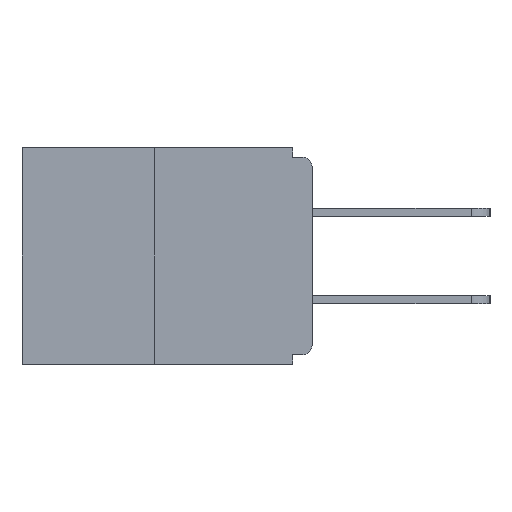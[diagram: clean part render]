
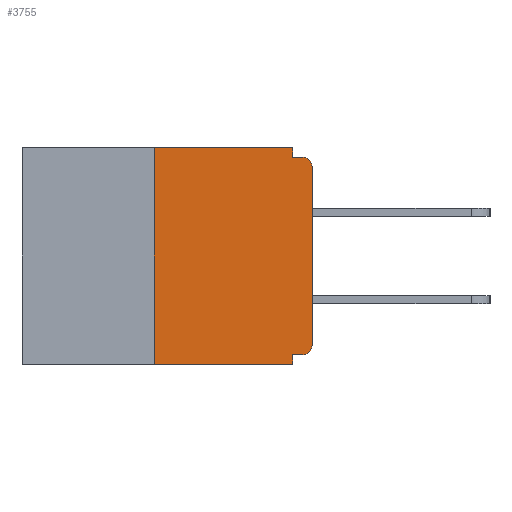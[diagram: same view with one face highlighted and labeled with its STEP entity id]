
A CAD part, left-side view. The second image highlights one B-rep face of the part: STEP entity #3755.
In plain terms, the highlighted planar face has unit normal (-1, 0, 0).
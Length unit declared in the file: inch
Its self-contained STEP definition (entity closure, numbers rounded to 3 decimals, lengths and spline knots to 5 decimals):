
#163 = ORIENTED_EDGE ( 'NONE', *, *, #22424, .T. ) ;
#216 = CARTESIAN_POINT ( 'NONE',  ( 0., 0.25, -0.343 ) ) ;
#331 = CARTESIAN_POINT ( 'NONE',  ( 0., 0., -0.015 ) ) ;
#528 = EDGE_CURVE ( 'NONE', #8401, #7544, #19405, .T. ) ;
#801 = CARTESIAN_POINT ( 'NONE',  ( 0., 0.25, 0. ) ) ;
#1401 = CARTESIAN_POINT ( 'NONE',  ( 0., 0.031, -0.328 ) ) ;
#1469 = VERTEX_POINT ( 'NONE', #7997 ) ;
#1532 = EDGE_CURVE ( 'NONE', #11079, #12604, #13832, .T. ) ;
#1743 = EDGE_CURVE ( 'NONE', #11841, #1469, #14121, .T. ) ;
#2057 = VERTEX_POINT ( 'NONE', #11549 ) ;
#2112 = DIRECTION ( 'NONE',  ( 0., 0., -1. ) ) ;
#2596 = ORIENTED_EDGE ( 'NONE', *, *, #6556, .T. ) ;
#2621 = LINE ( 'NONE', #5345, #11372 ) ;
#3035 = AXIS2_PLACEMENT_3D ( 'NONE', #14357, #8965, #3767 ) ;
#3176 = ORIENTED_EDGE ( 'NONE', *, *, #6892, .F. ) ;
#3755 = ADVANCED_FACE ( 'NONE', ( #13441 ), #14816, .F. ) ;
#3767 = DIRECTION ( 'NONE',  ( 0., 0., -1. ) ) ;
#3915 = DIRECTION ( 'NONE',  ( 0., 0., -1. ) ) ;
#4503 = LINE ( 'NONE', #801, #16280 ) ;
#4528 = CIRCLE ( 'NONE', #3035, 0.015 ) ;
#5345 = CARTESIAN_POINT ( 'NONE',  ( 0., 0.031, 0. ) ) ;
#6195 = LINE ( 'NONE', #331, #14430 ) ;
#6556 = EDGE_CURVE ( 'NONE', #7544, #12555, #4528, .T. ) ;
#6892 = EDGE_CURVE ( 'NONE', #11841, #2057, #4503, .T. ) ;
#7544 = VERTEX_POINT ( 'NONE', #8521 ) ;
#7997 = CARTESIAN_POINT ( 'NONE',  ( 0., 0.031, -0.343 ) ) ;
#8164 = CARTESIAN_POINT ( 'NONE',  ( 0., 0.031, -0.343 ) ) ;
#8401 = VERTEX_POINT ( 'NONE', #15111 ) ;
#8521 = CARTESIAN_POINT ( 'NONE',  ( 0., 0., -0.03 ) ) ;
#8609 = ORIENTED_EDGE ( 'NONE', *, *, #21112, .F. ) ;
#8804 = EDGE_CURVE ( 'NONE', #2057, #9501, #9011, .T. ) ;
#8935 = CARTESIAN_POINT ( 'NONE',  ( 0., 0.031, 0. ) ) ;
#8965 = DIRECTION ( 'NONE',  ( -1., 0., 0. ) ) ;
#9011 = LINE ( 'NONE', #21932, #12343 ) ;
#9149 = VECTOR ( 'NONE', #16990, 39.37008 ) ;
#9401 = ORIENTED_EDGE ( 'NONE', *, *, #8804, .F. ) ;
#9501 = VERTEX_POINT ( 'NONE', #8935 ) ;
#9925 = CARTESIAN_POINT ( 'NONE',  ( 0., 0.46, -0.343 ) ) ;
#10086 = ORIENTED_EDGE ( 'NONE', *, *, #1743, .T. ) ;
#10430 = CARTESIAN_POINT ( 'NONE',  ( 0., 0.015, -0.328 ) ) ;
#10971 = DIRECTION ( 'NONE',  ( -1., 0., 0. ) ) ;
#11079 = VERTEX_POINT ( 'NONE', #10430 ) ;
#11372 = VECTOR ( 'NONE', #3915, 39.37008 ) ;
#11549 = CARTESIAN_POINT ( 'NONE',  ( 0., 0.25, 0. ) ) ;
#11841 = VERTEX_POINT ( 'NONE', #216 ) ;
#12343 = VECTOR ( 'NONE', #18671, 39.37008 ) ;
#12422 = ORIENTED_EDGE ( 'NONE', *, *, #20225, .F. ) ;
#12555 = VERTEX_POINT ( 'NONE', #18156 ) ;
#12604 = VERTEX_POINT ( 'NONE', #1401 ) ;
#12962 = DIRECTION ( 'NONE',  ( 0., 0., -1. ) ) ;
#12978 = DIRECTION ( 'NONE',  ( 0., 0., -1. ) ) ;
#12998 = VECTOR ( 'NONE', #22176, 39.37008 ) ;
#13441 = FACE_OUTER_BOUND ( 'NONE', #14290, .T. ) ;
#13680 = ORIENTED_EDGE ( 'NONE', *, *, #21855, .F. ) ;
#13832 = LINE ( 'NONE', #17465, #9149 ) ;
#14121 = LINE ( 'NONE', #9925, #12998 ) ;
#14290 = EDGE_LOOP ( 'NONE', ( #9401, #3176, #10086, #8609, #22360, #163, #21078, #2596, #12422, #13680 ) ) ;
#14312 = DIRECTION ( 'NONE',  ( 0., -1., 0. ) ) ;
#14357 = CARTESIAN_POINT ( 'NONE',  ( 0., 0.015, -0.03 ) ) ;
#14430 = VECTOR ( 'NONE', #14312, 39.37008 ) ;
#14600 = DIRECTION ( 'NONE',  ( 1., 0., 0. ) ) ;
#14816 = PLANE ( 'NONE',  #22031 ) ;
#15111 = CARTESIAN_POINT ( 'NONE',  ( 0., 0., -0.313 ) ) ;
#15484 = CIRCLE ( 'NONE', #19126, 0.015 ) ;
#15554 = LINE ( 'NONE', #8164, #18519 ) ;
#15839 = VECTOR ( 'NONE', #19858, 39.37008 ) ;
#16280 = VECTOR ( 'NONE', #20006, 39.37008 ) ;
#16357 = CARTESIAN_POINT ( 'NONE',  ( 0., 0.46, 0. ) ) ;
#16990 = DIRECTION ( 'NONE',  ( 0., 1., 0. ) ) ;
#17465 = CARTESIAN_POINT ( 'NONE',  ( 0., 0., -0.328 ) ) ;
#18156 = CARTESIAN_POINT ( 'NONE',  ( 0., 0.015, -0.015 ) ) ;
#18272 = CARTESIAN_POINT ( 'NONE',  ( 0., 0.031, -0.015 ) ) ;
#18519 = VECTOR ( 'NONE', #2112, 39.37008 ) ;
#18671 = DIRECTION ( 'NONE',  ( 0., -1., 0. ) ) ;
#19126 = AXIS2_PLACEMENT_3D ( 'NONE', #21615, #10971, #12962 ) ;
#19380 = VERTEX_POINT ( 'NONE', #18272 ) ;
#19405 = LINE ( 'NONE', #19926, #15839 ) ;
#19858 = DIRECTION ( 'NONE',  ( 0., 0., 1. ) ) ;
#19926 = CARTESIAN_POINT ( 'NONE',  ( 0., 0., 0. ) ) ;
#20006 = DIRECTION ( 'NONE',  ( 0., 0., 1. ) ) ;
#20225 = EDGE_CURVE ( 'NONE', #19380, #12555, #6195, .T. ) ;
#21078 = ORIENTED_EDGE ( 'NONE', *, *, #528, .T. ) ;
#21112 = EDGE_CURVE ( 'NONE', #12604, #1469, #15554, .T. ) ;
#21615 = CARTESIAN_POINT ( 'NONE',  ( 0., 0.015, -0.313 ) ) ;
#21855 = EDGE_CURVE ( 'NONE', #9501, #19380, #2621, .T. ) ;
#21932 = CARTESIAN_POINT ( 'NONE',  ( 0., 0.46, 0. ) ) ;
#22031 = AXIS2_PLACEMENT_3D ( 'NONE', #16357, #14600, #12978 ) ;
#22176 = DIRECTION ( 'NONE',  ( 0., -1., 0. ) ) ;
#22360 = ORIENTED_EDGE ( 'NONE', *, *, #1532, .F. ) ;
#22424 = EDGE_CURVE ( 'NONE', #11079, #8401, #15484, .T. ) ;
